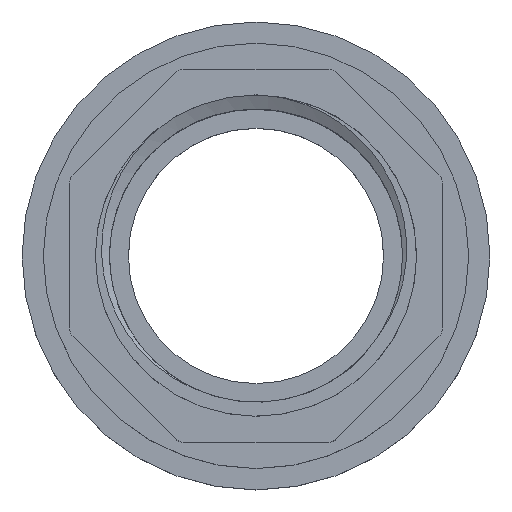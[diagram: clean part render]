
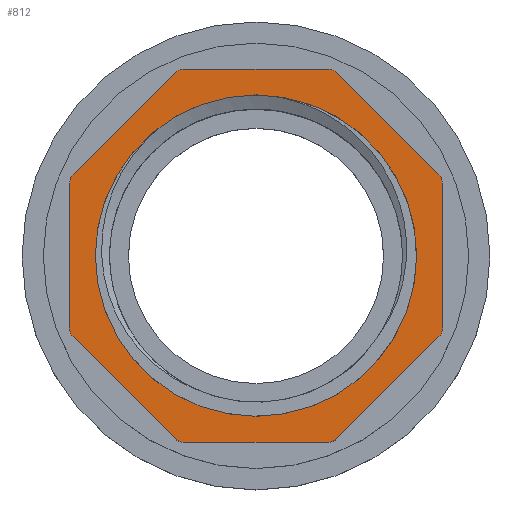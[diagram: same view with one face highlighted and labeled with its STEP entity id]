
A CAD part, top view. The second image highlights one B-rep face of the part: STEP entity #812.
In plain terms, the highlighted planar face has unit normal (0, 0, 1).
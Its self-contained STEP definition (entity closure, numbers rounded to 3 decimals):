
#20=FACE_BOUND('',#108,.T.);
#25=PLANE('',#892);
#58=FACE_OUTER_BOUND('',#107,.T.);
#107=EDGE_LOOP('',(#618,#619,#620,#621,#622,#623,#624,#625,#626,#627,#628,
#629,#630,#631,#632,#633));
#108=EDGE_LOOP('',(#634));
#136=CIRCLE('',#863,13.221);
#153=CIRCLE('',#893,1.);
#154=CIRCLE('',#894,1.);
#155=CIRCLE('',#895,1.);
#156=CIRCLE('',#896,1.);
#157=CIRCLE('',#897,1.);
#158=CIRCLE('',#898,1.);
#159=CIRCLE('',#899,1.);
#160=CIRCLE('',#900,1.);
#231=LINE('',#4158,#284);
#232=LINE('',#4162,#285);
#233=LINE('',#4166,#286);
#234=LINE('',#4170,#287);
#235=LINE('',#4174,#288);
#236=LINE('',#4178,#289);
#237=LINE('',#4182,#290);
#238=LINE('',#4186,#291);
#284=VECTOR('',#1039,1.);
#285=VECTOR('',#1042,1.);
#286=VECTOR('',#1045,1.);
#287=VECTOR('',#1048,1.);
#288=VECTOR('',#1051,1.);
#289=VECTOR('',#1054,1.);
#290=VECTOR('',#1057,1.);
#291=VECTOR('',#1060,1.);
#334=VERTEX_POINT('',#2557);
#374=VERTEX_POINT('',#4156);
#375=VERTEX_POINT('',#4157);
#376=VERTEX_POINT('',#4159);
#377=VERTEX_POINT('',#4161);
#378=VERTEX_POINT('',#4163);
#379=VERTEX_POINT('',#4165);
#380=VERTEX_POINT('',#4167);
#381=VERTEX_POINT('',#4169);
#382=VERTEX_POINT('',#4171);
#383=VERTEX_POINT('',#4173);
#384=VERTEX_POINT('',#4175);
#385=VERTEX_POINT('',#4177);
#386=VERTEX_POINT('',#4179);
#387=VERTEX_POINT('',#4181);
#388=VERTEX_POINT('',#4183);
#389=VERTEX_POINT('',#4185);
#423=EDGE_CURVE('',#334,#334,#136,.T.);
#474=EDGE_CURVE('',#374,#375,#231,.T.);
#475=EDGE_CURVE('',#375,#376,#153,.T.);
#476=EDGE_CURVE('',#376,#377,#232,.T.);
#477=EDGE_CURVE('',#377,#378,#154,.T.);
#478=EDGE_CURVE('',#378,#379,#233,.T.);
#479=EDGE_CURVE('',#379,#380,#155,.T.);
#480=EDGE_CURVE('',#380,#381,#234,.T.);
#481=EDGE_CURVE('',#381,#382,#156,.T.);
#482=EDGE_CURVE('',#382,#383,#235,.T.);
#483=EDGE_CURVE('',#383,#384,#157,.T.);
#484=EDGE_CURVE('',#384,#385,#236,.T.);
#485=EDGE_CURVE('',#385,#386,#158,.T.);
#486=EDGE_CURVE('',#386,#387,#237,.T.);
#487=EDGE_CURVE('',#387,#388,#159,.T.);
#488=EDGE_CURVE('',#388,#389,#238,.T.);
#489=EDGE_CURVE('',#389,#374,#160,.T.);
#618=ORIENTED_EDGE('',*,*,#474,.T.);
#619=ORIENTED_EDGE('',*,*,#475,.T.);
#620=ORIENTED_EDGE('',*,*,#476,.T.);
#621=ORIENTED_EDGE('',*,*,#477,.T.);
#622=ORIENTED_EDGE('',*,*,#478,.T.);
#623=ORIENTED_EDGE('',*,*,#479,.T.);
#624=ORIENTED_EDGE('',*,*,#480,.T.);
#625=ORIENTED_EDGE('',*,*,#481,.T.);
#626=ORIENTED_EDGE('',*,*,#482,.T.);
#627=ORIENTED_EDGE('',*,*,#483,.T.);
#628=ORIENTED_EDGE('',*,*,#484,.T.);
#629=ORIENTED_EDGE('',*,*,#485,.T.);
#630=ORIENTED_EDGE('',*,*,#486,.T.);
#631=ORIENTED_EDGE('',*,*,#487,.T.);
#632=ORIENTED_EDGE('',*,*,#488,.T.);
#633=ORIENTED_EDGE('',*,*,#489,.T.);
#634=ORIENTED_EDGE('',*,*,#423,.T.);
#812=ADVANCED_FACE('',(#58,#20),#25,.F.);
#863=AXIS2_PLACEMENT_3D('',#2559,#962,#963);
#892=AXIS2_PLACEMENT_3D('',#4155,#1037,#1038);
#893=AXIS2_PLACEMENT_3D('',#4160,#1040,#1041);
#894=AXIS2_PLACEMENT_3D('',#4164,#1043,#1044);
#895=AXIS2_PLACEMENT_3D('',#4168,#1046,#1047);
#896=AXIS2_PLACEMENT_3D('',#4172,#1049,#1050);
#897=AXIS2_PLACEMENT_3D('',#4176,#1052,#1053);
#898=AXIS2_PLACEMENT_3D('',#4180,#1055,#1056);
#899=AXIS2_PLACEMENT_3D('',#4184,#1058,#1059);
#900=AXIS2_PLACEMENT_3D('',#4187,#1061,#1062);
#962=DIRECTION('center_axis',(0.,0.,-1.));
#963=DIRECTION('ref_axis',(1.,0.,0.));
#1037=DIRECTION('center_axis',(0.,0.,-1.));
#1038=DIRECTION('ref_axis',(0.,1.,0.));
#1039=DIRECTION('',(-0.707,0.707,0.));
#1040=DIRECTION('center_axis',(0.,0.,1.));
#1041=DIRECTION('ref_axis',(0.,1.,0.));
#1042=DIRECTION('',(-1.,0.,0.));
#1043=DIRECTION('center_axis',(0.,0.,1.));
#1044=DIRECTION('ref_axis',(0.,1.,0.));
#1045=DIRECTION('',(-0.707,-0.707,0.));
#1046=DIRECTION('center_axis',(0.,0.,1.));
#1047=DIRECTION('ref_axis',(0.,1.,0.));
#1048=DIRECTION('',(0.,-1.,0.));
#1049=DIRECTION('center_axis',(0.,0.,1.));
#1050=DIRECTION('ref_axis',(0.,1.,0.));
#1051=DIRECTION('',(0.707,-0.707,0.));
#1052=DIRECTION('center_axis',(0.,0.,1.));
#1053=DIRECTION('ref_axis',(0.,1.,0.));
#1054=DIRECTION('',(1.,0.,0.));
#1055=DIRECTION('center_axis',(0.,0.,1.));
#1056=DIRECTION('ref_axis',(0.,1.,0.));
#1057=DIRECTION('',(0.707,0.707,0.));
#1058=DIRECTION('center_axis',(0.,0.,1.));
#1059=DIRECTION('ref_axis',(0.,1.,0.));
#1060=DIRECTION('',(0.,1.,0.));
#1061=DIRECTION('center_axis',(0.,0.,1.));
#1062=DIRECTION('ref_axis',(0.,1.,0.));
#2557=CARTESIAN_POINT('',(-13.22,0.,20.));
#2559=CARTESIAN_POINT('Origin',(0.,0.,20.));
#4155=CARTESIAN_POINT('Origin',(-13.221,0.,20.));
#4156=CARTESIAN_POINT('',(15.057,6.651,20.));
#4157=CARTESIAN_POINT('',(6.651,15.057,20.));
#4158=CARTESIAN_POINT('',(15.35,6.358,20.));
#4159=CARTESIAN_POINT('',(5.944,15.35,20.));
#4160=CARTESIAN_POINT('Origin',(5.944,14.35,20.));
#4161=CARTESIAN_POINT('',(-5.944,15.35,20.));
#4162=CARTESIAN_POINT('',(6.358,15.35,20.));
#4163=CARTESIAN_POINT('',(-6.651,15.057,20.));
#4164=CARTESIAN_POINT('Origin',(-5.944,14.35,20.));
#4165=CARTESIAN_POINT('',(-15.057,6.651,20.));
#4166=CARTESIAN_POINT('',(-6.358,15.35,20.));
#4167=CARTESIAN_POINT('',(-15.35,5.944,20.));
#4168=CARTESIAN_POINT('Origin',(-14.35,5.944,20.));
#4169=CARTESIAN_POINT('',(-15.35,-5.944,20.));
#4170=CARTESIAN_POINT('',(-15.35,6.358,20.));
#4171=CARTESIAN_POINT('',(-15.057,-6.651,20.));
#4172=CARTESIAN_POINT('Origin',(-14.35,-5.944,20.));
#4173=CARTESIAN_POINT('',(-6.651,-15.057,20.));
#4174=CARTESIAN_POINT('',(-15.35,-6.358,20.));
#4175=CARTESIAN_POINT('',(-5.944,-15.35,20.));
#4176=CARTESIAN_POINT('Origin',(-5.944,-14.35,20.));
#4177=CARTESIAN_POINT('',(5.944,-15.35,20.));
#4178=CARTESIAN_POINT('',(-6.358,-15.35,20.));
#4179=CARTESIAN_POINT('',(6.651,-15.057,20.));
#4180=CARTESIAN_POINT('Origin',(5.944,-14.35,20.));
#4181=CARTESIAN_POINT('',(15.057,-6.651,20.));
#4182=CARTESIAN_POINT('',(6.358,-15.35,20.));
#4183=CARTESIAN_POINT('',(15.35,-5.944,20.));
#4184=CARTESIAN_POINT('Origin',(14.35,-5.944,20.));
#4185=CARTESIAN_POINT('',(15.35,5.944,20.));
#4186=CARTESIAN_POINT('',(15.35,-6.358,20.));
#4187=CARTESIAN_POINT('Origin',(14.35,5.944,20.));
